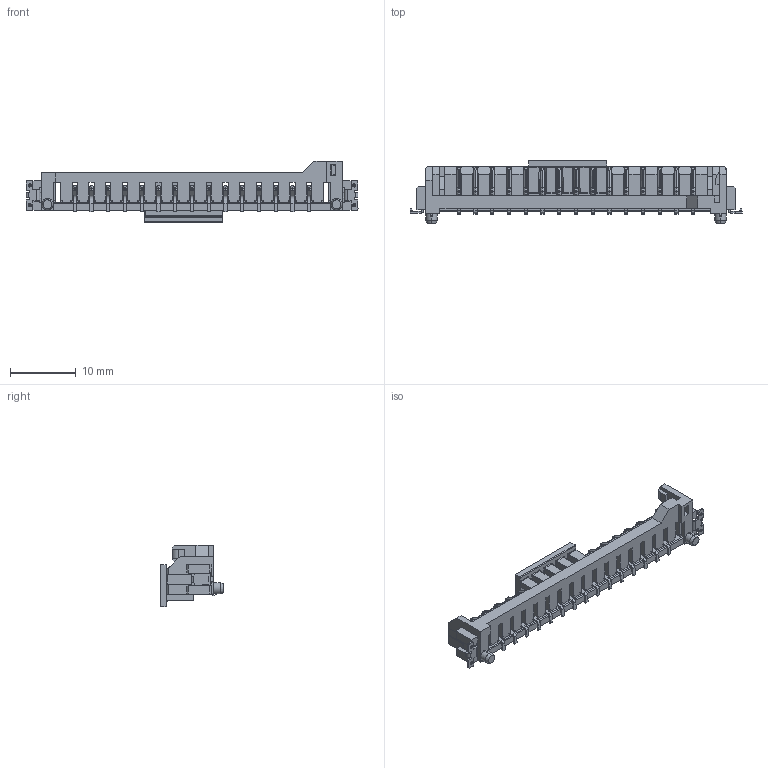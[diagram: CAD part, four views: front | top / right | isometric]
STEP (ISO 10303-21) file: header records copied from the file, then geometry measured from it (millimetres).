
FILE_DESCRIPTION (( 'STEP AP203' ), '1' );
FILE_NAME ('299-017-299-198.STEP', '2022-12-21T11:18:47', ( '' ), ( '' ), 'SwSTEP 2.0', 'SolidWorks 2020', '' );
FILE_SCHEMA (( 'CONFIG_CONTROL_DESIGN' ));
Length unit declared in the file: millimetre
Products named in the file (5): 299-292-299; 299-017-299-198; 299-292-409; 299-230-001; 299-210-017_20POS_with stabiliser
Assembly tree (19 placements, depth 2):
  299-017-299-198
    299-210-017_20POS_with stabiliser
    299-292-299  x15
    299-292-409  x2
    299-230-001
Bounding box: 50.38 x 9.6 x 9.29 mm (x, y, z)
Volume: 1103.9 mm3; surface area: 2596.9 mm2
Topology: 19 solids, 19 shells, 2150 faces, 5786 edges, 3630 vertices
Faces by surface type: plane 1309, cylinder 596, torus 108, sphere 64, bspline 63, cone 10
Entity records: 33775 total; most frequent: CARTESIAN_POINT 6921, ORIENTED_EDGE 5688, DIRECTION 5041, EDGE_CURVE 2844, LINE 2261, VECTOR 2261, VERTEX_POINT 1824, AXIS2_PLACEMENT_3D 1390
